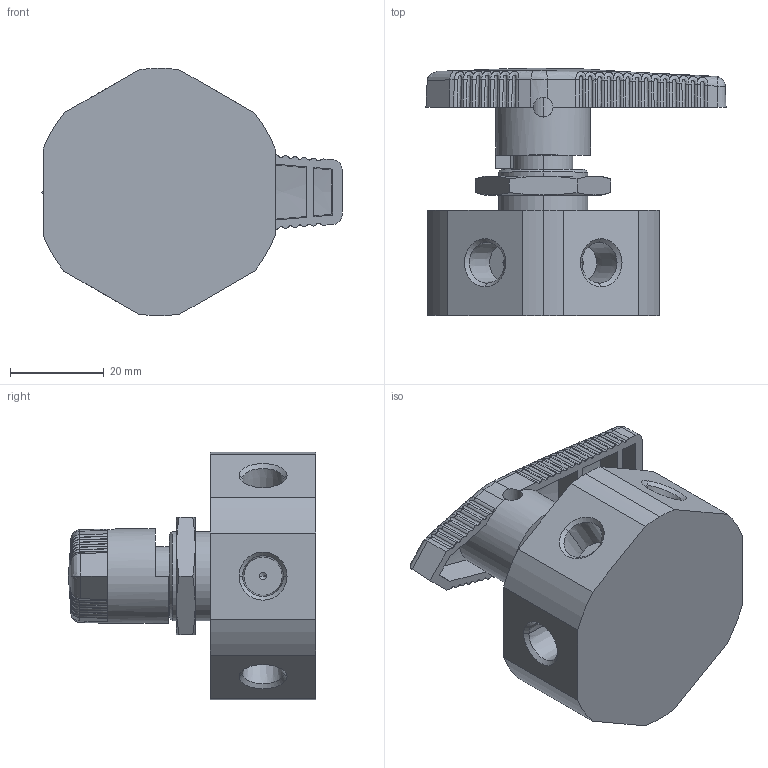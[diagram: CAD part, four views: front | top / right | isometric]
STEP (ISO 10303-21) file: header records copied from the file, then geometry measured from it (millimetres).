
FILE_DESCRIPTION(('FreeCAD Model'),'2;1');
FILE_NAME('Open CASCADE Shape Model','2025-12-09T09:43:07',('Author'),( ''),'Open CASCADE STEP processor 7.8','FreeCAD','Unknown');
FILE_SCHEMA(('AUTOMOTIVE_DESIGN { 1 0 10303 214 1 1 1 1 }'));
Length unit declared in the file: millimetre
Products named in the file (3): BVN1-2B-6X-F-2N-PF-S001; BVN1-2B-6X-F-2N-PF-S; BVN1
Assembly tree (2 placements, depth 2):
  BVN1-2B-6X-F-2N-PF-S001
    BVN1-2B-6X-F-2N-PF-S
    BVN1
Bounding box: 64 x 52.69 x 52.76 mm (x, y, z)
Volume: 54804.9 mm3; surface area: 16178.3 mm2
Topology: 2 solids, 2 shells, 345 faces, 889 edges, 555 vertices
Faces by surface type: cylinder 118, bspline 100, cone 64, plane 63
Full cylindrical faces by diameter (mm): 4.2 x1, 13.8 x1, 20.2 x1
Entity records: 16097 total; most frequent: CARTESIAN_POINT 8266, ORIENTED_EDGE 1750, DIRECTION 1497, EDGE_CURVE 875, AXIS2_PLACEMENT_3D 598, VERTEX_POINT 555, FACE_BOUND 368, EDGE_LOOP 368
